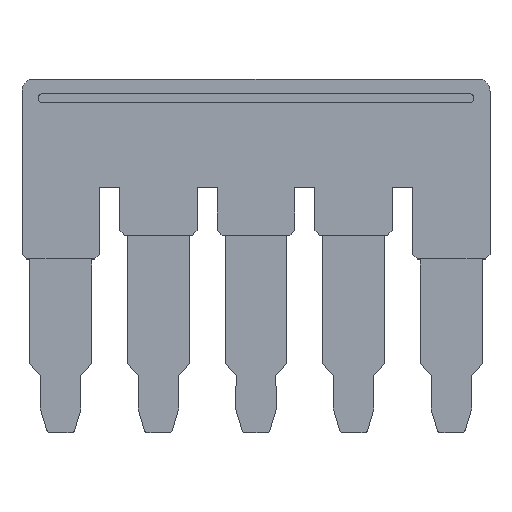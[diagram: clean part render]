
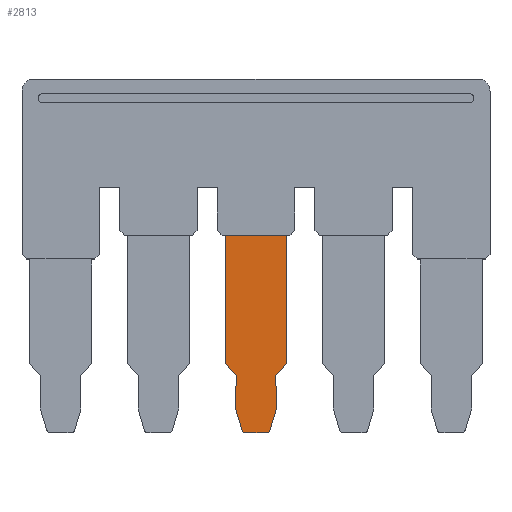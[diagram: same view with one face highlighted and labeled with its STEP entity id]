
A CAD part, top view. The second image highlights one B-rep face of the part: STEP entity #2813.
In plain terms, the highlighted planar face has unit normal (0, 0, 1).
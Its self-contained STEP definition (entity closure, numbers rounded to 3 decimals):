
#261=DIRECTION('',(1.,0.,0.));
#262=VECTOR('',#261,5.2);
#263=CARTESIAN_POINT('',(-16.956,-13.096,1.05));
#264=LINE('',#263,#262);
#849=DIRECTION('',(0.,1.,0.));
#850=VECTOR('',#849,10.796);
#851=CARTESIAN_POINT('',(-11.756,-23.892,1.05));
#852=LINE('',#851,#850);
#853=DIRECTION('',(0.68,0.734,0.));
#854=VECTOR('',#853,1.369);
#855=CARTESIAN_POINT('',(-12.686,-24.896,1.05));
#856=LINE('',#855,#854);
#857=DIRECTION('',(-0.011,1.,0.));
#858=VECTOR('',#857,2.8);
#859=CARTESIAN_POINT('',(-12.656,-27.696,1.05));
#860=LINE('',#859,#858);
#861=DIRECTION('',(0.287,0.958,0.));
#862=VECTOR('',#861,1.865);
#863=CARTESIAN_POINT('',(-13.191,-29.482,1.05));
#864=LINE('',#863,#862);
#865=CARTESIAN_POINT('',(-13.479,-29.396,1.05));
#866=DIRECTION('',(0.,0.,1.));
#867=DIRECTION('',(0.,-1.,0.));
#868=AXIS2_PLACEMENT_3D('',#865,#866,#867);
#870=DIRECTION('',(1.,0.,0.));
#871=VECTOR('',#870,1.754);
#872=CARTESIAN_POINT('',(-15.232,-29.696,1.05));
#873=LINE('',#872,#871);
#874=CARTESIAN_POINT('',(-15.232,-29.396,1.05));
#875=DIRECTION('',(0.,0.,1.));
#876=DIRECTION('',(-0.958,-0.287,0.));
#877=AXIS2_PLACEMENT_3D('',#874,#875,#876);
#879=DIRECTION('',(0.287,-0.958,0.));
#880=VECTOR('',#879,1.865);
#881=CARTESIAN_POINT('',(-16.056,-27.696,1.05));
#882=LINE('',#881,#880);
#883=DIRECTION('',(-0.011,-1.,0.));
#884=VECTOR('',#883,2.8);
#885=CARTESIAN_POINT('',(-16.026,-24.896,1.05));
#886=LINE('',#885,#884);
#887=DIRECTION('',(0.68,-0.734,0.));
#888=VECTOR('',#887,1.369);
#889=CARTESIAN_POINT('',(-16.956,-23.892,1.05));
#890=LINE('',#889,#888);
#891=DIRECTION('',(0.,-1.,0.));
#892=VECTOR('',#891,10.796);
#893=CARTESIAN_POINT('',(-16.956,-13.096,1.05));
#894=LINE('',#893,#892);
#1477=CARTESIAN_POINT('',(-16.956,-23.892,1.05));
#1478=CARTESIAN_POINT('',(-16.026,-24.896,1.05));
#1479=VERTEX_POINT('',#1477);
#1480=VERTEX_POINT('',#1478);
#1481=CARTESIAN_POINT('',(-16.056,-27.696,1.05));
#1482=VERTEX_POINT('',#1481);
#1483=CARTESIAN_POINT('',(-15.52,-29.482,1.05));
#1484=VERTEX_POINT('',#1483);
#1485=CARTESIAN_POINT('',(-15.232,-29.696,1.05));
#1486=VERTEX_POINT('',#1485);
#1487=CARTESIAN_POINT('',(-13.479,-29.696,1.05));
#1488=VERTEX_POINT('',#1487);
#1489=CARTESIAN_POINT('',(-13.191,-29.482,1.05));
#1490=VERTEX_POINT('',#1489);
#1491=CARTESIAN_POINT('',(-12.656,-27.696,1.05));
#1492=VERTEX_POINT('',#1491);
#1493=CARTESIAN_POINT('',(-12.686,-24.896,1.05));
#1494=VERTEX_POINT('',#1493);
#1495=CARTESIAN_POINT('',(-11.756,-23.892,1.05));
#1496=VERTEX_POINT('',#1495);
#1501=CARTESIAN_POINT('',(-16.956,-13.096,1.05));
#1502=CARTESIAN_POINT('',(-11.756,-13.096,1.05));
#1503=VERTEX_POINT('',#1501);
#1504=VERTEX_POINT('',#1502);
#2784=CARTESIAN_POINT('',(8.2,0.,1.05));
#2785=DIRECTION('',(0.,0.,1.));
#2786=DIRECTION('',(1.,0.,0.));
#2787=AXIS2_PLACEMENT_3D('',#2784,#2785,#2786);
#2788=PLANE('',#2787);
#2789=ORIENTED_EDGE('',*,*,#1991,.T.);
#2791=ORIENTED_EDGE('',*,*,#2790,.F.);
#2793=ORIENTED_EDGE('',*,*,#2792,.F.);
#2795=ORIENTED_EDGE('',*,*,#2794,.F.);
#2797=ORIENTED_EDGE('',*,*,#2796,.F.);
#2799=ORIENTED_EDGE('',*,*,#2798,.F.);
#2801=ORIENTED_EDGE('',*,*,#2800,.F.);
#2803=ORIENTED_EDGE('',*,*,#2802,.F.);
#2805=ORIENTED_EDGE('',*,*,#2804,.F.);
#2807=ORIENTED_EDGE('',*,*,#2806,.F.);
#2809=ORIENTED_EDGE('',*,*,#2808,.F.);
#2810=ORIENTED_EDGE('',*,*,#2776,.F.);
#2811=EDGE_LOOP('',(#2789,#2791,#2793,#2795,#2797,#2799,#2801,#2803,#2805,#2807,
#2809,#2810));
#2812=FACE_OUTER_BOUND('',#2811,.F.);
#869=CIRCLE('',#868,0.3);
#878=CIRCLE('',#877,0.3);
#1991=EDGE_CURVE('',#1503,#1504,#264,.T.);
#2776=EDGE_CURVE('',#1503,#1479,#894,.T.);
#2790=EDGE_CURVE('',#1496,#1504,#852,.T.);
#2792=EDGE_CURVE('',#1494,#1496,#856,.T.);
#2794=EDGE_CURVE('',#1492,#1494,#860,.T.);
#2796=EDGE_CURVE('',#1490,#1492,#864,.T.);
#2798=EDGE_CURVE('',#1488,#1490,#869,.T.);
#2800=EDGE_CURVE('',#1486,#1488,#873,.T.);
#2802=EDGE_CURVE('',#1484,#1486,#878,.T.);
#2804=EDGE_CURVE('',#1482,#1484,#882,.T.);
#2806=EDGE_CURVE('',#1480,#1482,#886,.T.);
#2808=EDGE_CURVE('',#1479,#1480,#890,.T.);
#2813=ADVANCED_FACE('',(#2812),#2788,.T.);
